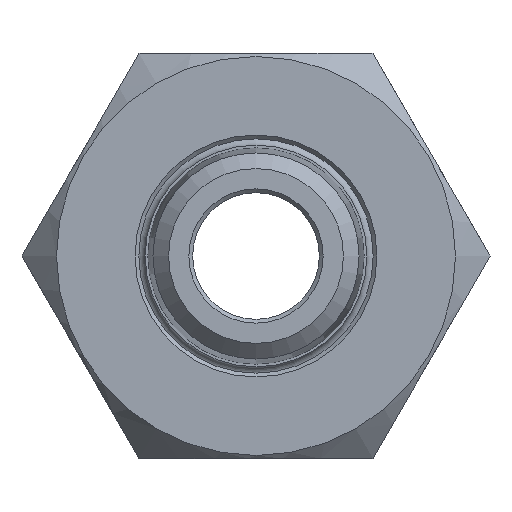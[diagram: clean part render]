
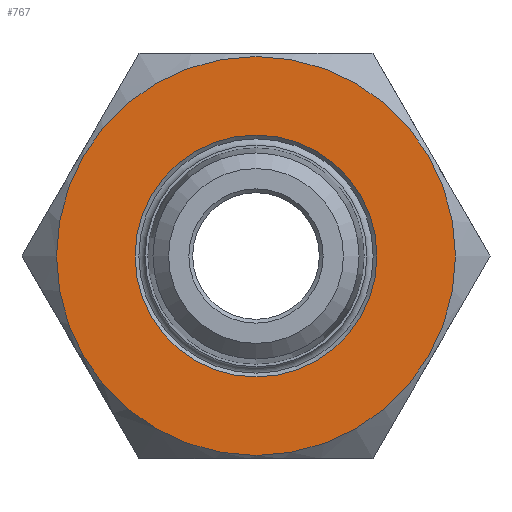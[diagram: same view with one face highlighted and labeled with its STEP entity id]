
A CAD part, left-side view. The second image highlights one B-rep face of the part: STEP entity #767.
In plain terms, the highlighted planar face has unit normal (-1, 0, 0).
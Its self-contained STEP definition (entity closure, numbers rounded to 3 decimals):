
#44=FACE_BOUND('',#136,.T.);
#59=PLANE('',#900);
#85=FACE_OUTER_BOUND('',#135,.T.);
#135=EDGE_LOOP('',(#567));
#136=EDGE_LOOP('',(#568));
#278=CIRCLE('',#881,15.75);
#285=CIRCLE('',#895,9.55);
#346=VERTEX_POINT('',#1306);
#352=VERTEX_POINT('',#1332);
#420=EDGE_CURVE('',#346,#346,#278,.T.);
#432=EDGE_CURVE('',#352,#352,#285,.T.);
#567=ORIENTED_EDGE('',*,*,#420,.T.);
#568=ORIENTED_EDGE('',*,*,#432,.F.);
#767=ADVANCED_FACE('',(#85,#44),#59,.T.);
#881=AXIS2_PLACEMENT_3D('',#1308,#1000,#1001);
#895=AXIS2_PLACEMENT_3D('',#1333,#1033,#1034);
#900=AXIS2_PLACEMENT_3D('',#1343,#1045,#1046);
#1000=DIRECTION('center_axis',(-1.,0.,0.));
#1001=DIRECTION('ref_axis',(0.,1.,0.));
#1033=DIRECTION('center_axis',(-1.,0.,0.));
#1034=DIRECTION('ref_axis',(0.,0.,-1.));
#1045=DIRECTION('center_axis',(-1.,0.,0.));
#1046=DIRECTION('ref_axis',(0.,0.,1.));
#1306=CARTESIAN_POINT('',(-13.5,-15.75,0.));
#1308=CARTESIAN_POINT('Origin',(-13.5,0.,0.));
#1332=CARTESIAN_POINT('',(-13.5,0.,9.55));
#1333=CARTESIAN_POINT('Origin',(-13.5,0.,0.));
#1343=CARTESIAN_POINT('Origin',(-13.5,0.,0.));
